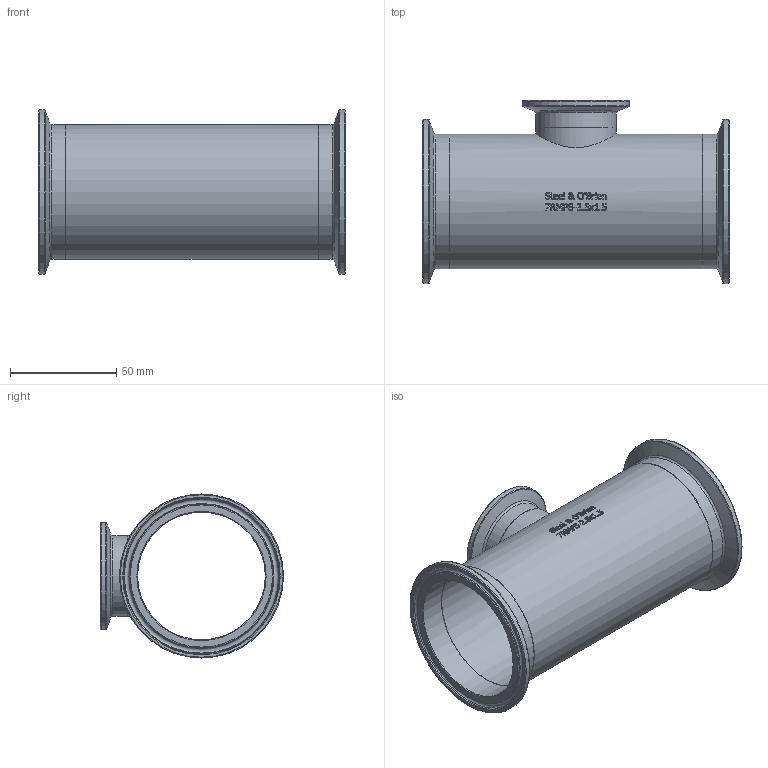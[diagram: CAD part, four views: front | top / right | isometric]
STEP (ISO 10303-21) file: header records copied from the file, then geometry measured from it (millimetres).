
FILE_DESCRIPTION(/* description */ (''),/* implementation_level */ '2;1');
FILE_NAME(/* name */ '7RMPS-2.5X1.5.ipt.stp',/* time_stamp */ '2019-06-17T14:41:30-04:00',/* author */ ('R. Canell'),/* organization */ (''),/* preprocessor_version */ 'ST-DEVELOPER v15.2',/* originating_system */ 'Autodesk Inventor 2014',/* authorisation */ '');
FILE_SCHEMA (('AUTOMOTIVE_DESIGN { 1 0 10303 214 3 1 1 }'));
Length unit declared in the file: inch
Products named in the file (1): 7RMPS-2.5X1.5
Bounding box: 144.48 x 86.32 x 77.39 mm (x, y, z)
Volume: 62021.5 mm3; surface area: 67287.6 mm2
Topology: 1 solids, 1 shells, 463 faces, 1210 edges, 795 vertices
Faces by surface type: plane 189, bspline 188, cylinder 50, torus 27, cone 9
Full cylindrical faces by diameter (mm): 34.798 x2, 38.1 x2, 50.394 x1, 60.198 x3, 63.5 x3, 77.394 x2
Entity records: 17480 total; most frequent: CARTESIAN_POINT 7312, ORIENTED_EDGE 2314, DIRECTION 1577, EDGE_CURVE 1157, VERTEX_POINT 792, EDGE_LOOP 563, LINE 533, VECTOR 533
